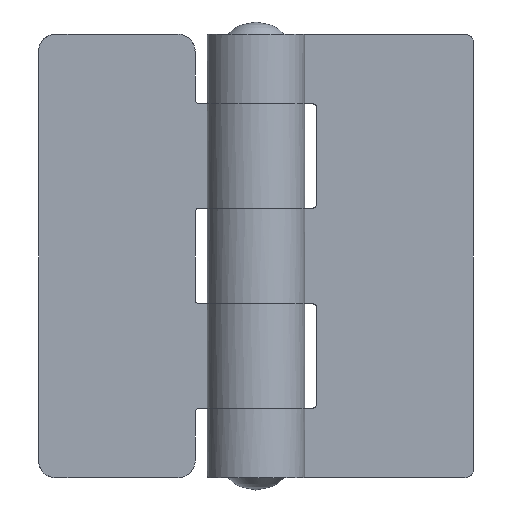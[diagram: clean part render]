
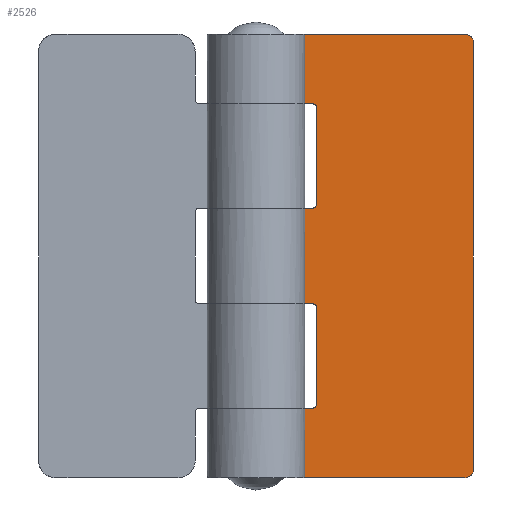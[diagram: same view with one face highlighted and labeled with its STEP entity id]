
A CAD part, front view. The second image highlights one B-rep face of the part: STEP entity #2526.
In plain terms, the highlighted free-form (B-spline) face has degree [1, 1] with [2, 2] control points.
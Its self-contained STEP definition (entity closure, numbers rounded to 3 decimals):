
#1433=CARTESIAN_POINT('',(0.0,3.,43.0));
#1434=VERTEX_POINT('',#1433);
#1469=CARTESIAN_POINT('',(0.0,3.,51.0));
#1470=VERTEX_POINT('',#1469);
#1471=CARTESIAN_POINT('',(0.0,3.,51.0));
#1472=CARTESIAN_POINT('',(0.0,3.,43.0));
#1473=QUASI_UNIFORM_CURVE('',1,(#1471,#1472),.UNSPECIFIED.,.F.,.U.);
#1474=EDGE_CURVE('',#1470,#1434,#1473,.T.);
#1649=CARTESIAN_POINT('',(0.0,3.,8.0));
#1650=VERTEX_POINT('',#1649);
#1651=CARTESIAN_POINT('',(0.0,3.,0.0));
#1652=VERTEX_POINT('',#1651);
#1653=CARTESIAN_POINT('',(0.0,3.,8.0));
#1654=CARTESIAN_POINT('',(0.0,3.,0.0));
#1655=QUASI_UNIFORM_CURVE('',1,(#1653,#1654),.UNSPECIFIED.,.F.,.U.);
#1656=EDGE_CURVE('',#1650,#1652,#1655,.T.);
#1754=CARTESIAN_POINT('',(6.5,3.,43.0));
#1755=VERTEX_POINT('',#1754);
#1756=CARTESIAN_POINT('',(7.,3.,42.5));
#1757=VERTEX_POINT('',#1756);
#1758=CARTESIAN_POINT('',(6.5,3.,43.0));
#1759=CARTESIAN_POINT('',(7.,3.,43.));
#1760=CARTESIAN_POINT('',(7.,3.,42.5));
#1768=(BOUNDED_CURVE()B_SPLINE_CURVE(2,(#1758,#1759,#1760),.UNSPECIFIED.,.F.,.U.)CURVE()GEOMETRIC_REPRESENTATION_ITEM()QUASI_UNIFORM_CURVE()RATIONAL_B_SPLINE_CURVE((1.0,0.707,1.0))REPRESENTATION_ITEM(''));
#1769=EDGE_CURVE('',#1755,#1757,#1768,.T.);
#1815=CARTESIAN_POINT('',(6.5,3.,20.0));
#1816=VERTEX_POINT('',#1815);
#1817=CARTESIAN_POINT('',(7.,3.,19.5));
#1818=VERTEX_POINT('',#1817);
#1819=CARTESIAN_POINT('',(6.5,3.,20.0));
#1820=CARTESIAN_POINT('',(7.,3.,20.));
#1821=CARTESIAN_POINT('',(7.,3.,19.5));
#1829=(BOUNDED_CURVE()B_SPLINE_CURVE(2,(#1819,#1820,#1821),.UNSPECIFIED.,.F.,.U.)CURVE()GEOMETRIC_REPRESENTATION_ITEM()QUASI_UNIFORM_CURVE()RATIONAL_B_SPLINE_CURVE((1.0,0.707,1.0))REPRESENTATION_ITEM(''));
#1830=EDGE_CURVE('',#1816,#1818,#1829,.T.);
#1876=CARTESIAN_POINT('',(7.,3.,31.5));
#1877=VERTEX_POINT('',#1876);
#1878=CARTESIAN_POINT('',(6.5,3.,31.0));
#1879=VERTEX_POINT('',#1878);
#1880=CARTESIAN_POINT('',(7.,3.,31.5));
#1881=CARTESIAN_POINT('',(7.,3.,31.));
#1882=CARTESIAN_POINT('',(6.5,3.,31.0));
#1890=(BOUNDED_CURVE()B_SPLINE_CURVE(2,(#1880,#1881,#1882),.UNSPECIFIED.,.F.,.U.)CURVE()GEOMETRIC_REPRESENTATION_ITEM()QUASI_UNIFORM_CURVE()RATIONAL_B_SPLINE_CURVE((1.0,0.707,1.0))REPRESENTATION_ITEM(''));
#1891=EDGE_CURVE('',#1877,#1879,#1890,.T.);
#1937=CARTESIAN_POINT('',(7.,3.,8.5));
#1938=VERTEX_POINT('',#1937);
#1939=CARTESIAN_POINT('',(6.5,3.,8.0));
#1940=VERTEX_POINT('',#1939);
#1941=CARTESIAN_POINT('',(7.,3.,8.5));
#1942=CARTESIAN_POINT('',(7.,3.,8.0));
#1943=CARTESIAN_POINT('',(6.5,3.,8.0));
#1951=(BOUNDED_CURVE()B_SPLINE_CURVE(2,(#1941,#1942,#1943),.UNSPECIFIED.,.F.,.U.)CURVE()GEOMETRIC_REPRESENTATION_ITEM()QUASI_UNIFORM_CURVE()RATIONAL_B_SPLINE_CURVE((1.0,0.707,1.0))REPRESENTATION_ITEM(''));
#1952=EDGE_CURVE('',#1938,#1940,#1951,.T.);
#2015=CARTESIAN_POINT('',(24.,3.,51.0));
#2016=VERTEX_POINT('',#2015);
#2022=CARTESIAN_POINT('',(25.,3.,50.0));
#2023=VERTEX_POINT('',#2022);
#2024=CARTESIAN_POINT('',(25.,3.,50.0));
#2025=CARTESIAN_POINT('',(25.,3.,51.));
#2026=CARTESIAN_POINT('',(24.,3.,51.));
#2034=(BOUNDED_CURVE()B_SPLINE_CURVE(2,(#2024,#2025,#2026),.UNSPECIFIED.,.F.,.U.)CURVE()GEOMETRIC_REPRESENTATION_ITEM()QUASI_UNIFORM_CURVE()RATIONAL_B_SPLINE_CURVE((1.0,0.707,1.0))REPRESENTATION_ITEM(''));
#2035=EDGE_CURVE('',#2023,#2016,#2034,.T.);
#2076=CARTESIAN_POINT('',(25.,3.,1.0));
#2077=VERTEX_POINT('',#2076);
#2083=CARTESIAN_POINT('',(24.,3.,0.0));
#2084=VERTEX_POINT('',#2083);
#2085=CARTESIAN_POINT('',(24.,3.,0.0));
#2086=CARTESIAN_POINT('',(25.,3.,0.0));
#2087=CARTESIAN_POINT('',(25.,3.,1.0));
#2095=(BOUNDED_CURVE()B_SPLINE_CURVE(2,(#2085,#2086,#2087),.UNSPECIFIED.,.F.,.U.)CURVE()GEOMETRIC_REPRESENTATION_ITEM()QUASI_UNIFORM_CURVE()RATIONAL_B_SPLINE_CURVE((1.0,0.707,1.0))REPRESENTATION_ITEM(''));
#2096=EDGE_CURVE('',#2084,#2077,#2095,.T.);
#2117=CARTESIAN_POINT('',(0.0,3.,20.0));
#2118=VERTEX_POINT('',#2117);
#2119=CARTESIAN_POINT('',(6.5,3.,20.0));
#2120=CARTESIAN_POINT('',(0.0,3.,20.0));
#2121=QUASI_UNIFORM_CURVE('',1,(#2119,#2120),.UNSPECIFIED.,.F.,.U.);
#2122=EDGE_CURVE('',#1816,#2118,#2121,.T.);
#2174=CARTESIAN_POINT('',(0.0,3.,8.0));
#2175=CARTESIAN_POINT('',(6.5,3.,8.0));
#2176=QUASI_UNIFORM_CURVE('',1,(#2174,#2175),.UNSPECIFIED.,.F.,.U.);
#2177=EDGE_CURVE('',#1650,#1940,#2176,.T.);
#2246=CARTESIAN_POINT('',(7.,3.,8.5));
#2247=CARTESIAN_POINT('',(7.,3.,19.5));
#2248=QUASI_UNIFORM_CURVE('',1,(#2246,#2247),.UNSPECIFIED.,.F.,.U.);
#2249=EDGE_CURVE('',#1938,#1818,#2248,.T.);
#2260=CARTESIAN_POINT('',(0.0,3.,31.0));
#2261=VERTEX_POINT('',#2260);
#2262=CARTESIAN_POINT('',(0.0,3.,31.0));
#2263=CARTESIAN_POINT('',(6.5,3.,31.0));
#2264=QUASI_UNIFORM_CURVE('',1,(#2262,#2263),.UNSPECIFIED.,.F.,.U.);
#2265=EDGE_CURVE('',#2261,#1879,#2264,.T.);
#2327=CARTESIAN_POINT('',(7.,3.,31.5));
#2328=CARTESIAN_POINT('',(7.,3.,42.5));
#2329=QUASI_UNIFORM_CURVE('',1,(#2327,#2328),.UNSPECIFIED.,.F.,.U.);
#2330=EDGE_CURVE('',#1877,#1757,#2329,.T.);
#2347=CARTESIAN_POINT('',(6.5,3.,43.0));
#2348=CARTESIAN_POINT('',(0.0,3.,43.0));
#2349=QUASI_UNIFORM_CURVE('',1,(#2347,#2348),.UNSPECIFIED.,.F.,.U.);
#2350=EDGE_CURVE('',#1755,#1434,#2349,.T.);
#2371=CARTESIAN_POINT('',(24.,3.,0.0));
#2372=CARTESIAN_POINT('',(0.0,3.,0.0));
#2373=QUASI_UNIFORM_CURVE('',1,(#2371,#2372),.UNSPECIFIED.,.F.,.U.);
#2374=EDGE_CURVE('',#2084,#1652,#2373,.T.);
#2431=CARTESIAN_POINT('',(24.,3.,51.0));
#2432=CARTESIAN_POINT('',(0.0,3.,51.0));
#2433=QUASI_UNIFORM_CURVE('',1,(#2431,#2432),.UNSPECIFIED.,.F.,.U.);
#2434=EDGE_CURVE('',#2016,#1470,#2433,.T.);
#2488=CARTESIAN_POINT('',(0.0,3.,31.0));
#2489=CARTESIAN_POINT('',(0.0,3.,20.0));
#2490=QUASI_UNIFORM_CURVE('',1,(#2488,#2489),.UNSPECIFIED.,.F.,.U.);
#2491=EDGE_CURVE('',#2261,#2118,#2490,.T.);
#2497=CARTESIAN_POINT('',(-1.249,3.,-2.547));
#2498=CARTESIAN_POINT('',(26.249,3.,-2.547));
#2499=CARTESIAN_POINT('',(-1.249,3.,53.547));
#2500=CARTESIAN_POINT('',(26.249,3.,53.547));
#2501=B_SPLINE_SURFACE_WITH_KNOTS('',1,1,((#2497,#2499),(#2498,#2500)),.UNSPECIFIED.,.F.,.F.,.U.,(2,2),(2,2),(0.0,27.498),(0.0,56.095),.UNSPECIFIED.);
#2502=ORIENTED_EDGE('',*,*,#2374,.F.);
#2503=ORIENTED_EDGE('',*,*,#2096,.T.);
#2504=CARTESIAN_POINT('',(25.,3.,50.0));
#2505=CARTESIAN_POINT('',(25.,3.,1.0));
#2506=QUASI_UNIFORM_CURVE('',1,(#2504,#2505),.UNSPECIFIED.,.F.,.U.);
#2507=EDGE_CURVE('',#2023,#2077,#2506,.T.);
#2508=ORIENTED_EDGE('',*,*,#2507,.F.);
#2509=ORIENTED_EDGE('',*,*,#2035,.T.);
#2510=ORIENTED_EDGE('',*,*,#2434,.T.);
#2511=ORIENTED_EDGE('',*,*,#1474,.T.);
#2512=ORIENTED_EDGE('',*,*,#2350,.F.);
#2513=ORIENTED_EDGE('',*,*,#1769,.T.);
#2514=ORIENTED_EDGE('',*,*,#2330,.F.);
#2515=ORIENTED_EDGE('',*,*,#1891,.T.);
#2516=ORIENTED_EDGE('',*,*,#2265,.F.);
#2517=ORIENTED_EDGE('',*,*,#2491,.T.);
#2518=ORIENTED_EDGE('',*,*,#2122,.F.);
#2519=ORIENTED_EDGE('',*,*,#1830,.T.);
#2520=ORIENTED_EDGE('',*,*,#2249,.F.);
#2521=ORIENTED_EDGE('',*,*,#1952,.T.);
#2522=ORIENTED_EDGE('',*,*,#2177,.F.);
#2523=ORIENTED_EDGE('',*,*,#1656,.T.);
#2524=EDGE_LOOP('',(#2502,#2503,#2508,#2509,#2510,#2511,#2512,#2513,#2514,#2515,#2516,#2517,#2518,#2519,#2520,#2521,#2522,#2523));
#2525=FACE_OUTER_BOUND('',#2524,.T.);
#2526=ADVANCED_FACE('',(#2525),#2501,.T.);
